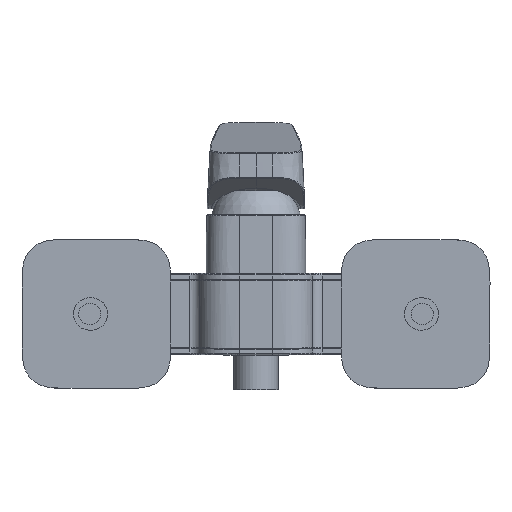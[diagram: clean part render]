
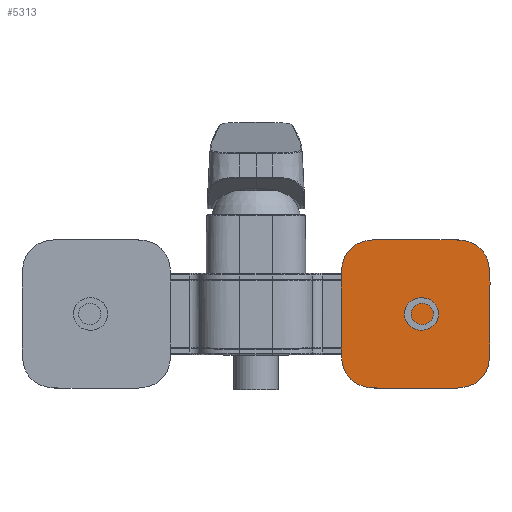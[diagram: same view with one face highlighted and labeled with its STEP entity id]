
A CAD part, left-side view. The second image highlights one B-rep face of the part: STEP entity #5313.
In plain terms, the highlighted planar face has unit normal (-1, 0, 0).
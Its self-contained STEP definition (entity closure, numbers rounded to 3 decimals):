
#1029=PLANE('',#6575);
#2024=ORIENTED_EDGE('',*,*,#3027,.F.);
#2025=ORIENTED_EDGE('',*,*,#3038,.F.);
#3027=EDGE_CURVE('',#3606,#3607,#3967,.T.);
#3038=EDGE_CURVE('',#3607,#3606,#3972,.T.);
#3606=VERTEX_POINT('',#18593);
#3607=VERTEX_POINT('',#18594);
#3967=B_SPLINE_CURVE_WITH_KNOTS('',5,(#18552,#18553,#18554,#18555,#18556,
#18557,#18558,#18559,#18560,#18561,#18562,#18563,#18564,#18565,#18566,#18567,
#18568,#18569,#18570,#18571,#18572,#18573,#18574,#18575,#18576,#18577,#18578,
#18579,#18580,#18581,#18582,#18583,#18584,#18585,#18586,#18587,#18588,#18589,
#18590,#18591,#18592),.UNSPECIFIED.,.F.,.F.,(6,5,5,5,5,5,5,5,6),(133.317,
133.409,164.887,164.978,199.976,200.067,
231.545,231.637,266.635),.UNSPECIFIED.);
#3972=B_SPLINE_CURVE_WITH_KNOTS('',5,(#19392,#19393,#19394,#19395,#19396,
#19397,#19398,#19399,#19400,#19401,#19402,#19403,#19404,#19405,#19406,#19407,
#19408,#19409,#19410,#19411,#19412,#19413,#19414,#19415,#19416,#19417,#19418,
#19419,#19420,#19421,#19422,#19423,#19424,#19425,#19426,#19427,#19428,#19429,
#19430,#19431,#19432),.UNSPECIFIED.,.F.,.F.,(6,5,5,5,5,5,5,5,6),(0.,0.091,
31.569,31.661,66.659,66.75,98.228,
98.319,133.317),.UNSPECIFIED.);
#4377=EDGE_LOOP('',(#2024,#2025));
#4826=FACE_BOUND('',#4377,.T.);
#5313=ADVANCED_FACE('',(#4826),#1029,.T.);
#6575=AXIS2_PLACEMENT_3D('',#19391,#7521,#7522);
#7521=DIRECTION('',(-1.,0.,0.));
#7522=DIRECTION('',(0.,0.,1.));
#18552=CARTESIAN_POINT('',(0.,-15.,0.));
#18553=CARTESIAN_POINT('',(0.,-14.983,0.));
#18554=CARTESIAN_POINT('',(0.,-14.965,0.));
#18555=CARTESIAN_POINT('',(0.,-14.948,0.));
#18556=CARTESIAN_POINT('',(0.,-14.931,0.));
#18557=CARTESIAN_POINT('',(0.,-14.913,0.));
#18558=CARTESIAN_POINT('',(0.,-8.931,0.));
#18559=CARTESIAN_POINT('',(0.,-2.948,0.));
#18560=CARTESIAN_POINT('',(0.,3.035,0.));
#18561=CARTESIAN_POINT('',(0.,9.017,0.));
#18562=CARTESIAN_POINT('',(0.,15.,0.));
#18563=CARTESIAN_POINT('',(0.,15.019,0.));
#18564=CARTESIAN_POINT('',(0.,15.037,0.));
#18565=CARTESIAN_POINT('',(0.,15.056,0.));
#18566=CARTESIAN_POINT('',(0.,15.075,0.));
#18567=CARTESIAN_POINT('',(0.,15.093,0.));
#18568=CARTESIAN_POINT('',(0.,22.247,0.));
#18569=CARTESIAN_POINT('',(0.,29.39,0.044));
#18570=CARTESIAN_POINT('',(0.,35.,5.692));
#18571=CARTESIAN_POINT('',(0.,35.,12.846));
#18572=CARTESIAN_POINT('',(0.,35.,20.));
#18573=CARTESIAN_POINT('',(0.,35.,20.017));
#18574=CARTESIAN_POINT('',(0.,35.,20.035));
#18575=CARTESIAN_POINT('',(0.,35.,20.052));
#18576=CARTESIAN_POINT('',(0.,35.,20.069));
#18577=CARTESIAN_POINT('',(0.,35.,20.087));
#18578=CARTESIAN_POINT('',(0.,35.,26.069));
#18579=CARTESIAN_POINT('',(0.,35.,32.052));
#18580=CARTESIAN_POINT('',(0.,35.,38.035));
#18581=CARTESIAN_POINT('',(0.,35.,44.017));
#18582=CARTESIAN_POINT('',(0.,35.,50.));
#18583=CARTESIAN_POINT('',(0.,35.,50.019));
#18584=CARTESIAN_POINT('',(0.,35.,50.037));
#18585=CARTESIAN_POINT('',(0.,35.,50.056));
#18586=CARTESIAN_POINT('',(0.,35.,50.075));
#18587=CARTESIAN_POINT('',(0.,35.,50.093));
#18588=CARTESIAN_POINT('',(0.,35.,57.247));
#18589=CARTESIAN_POINT('',(0.,34.956,64.39));
#18590=CARTESIAN_POINT('',(0.,29.308,70.));
#18591=CARTESIAN_POINT('',(0.,22.154,70.));
#18592=CARTESIAN_POINT('',(0.,15.,70.));
#18593=CARTESIAN_POINT('',(0.,-15.,0.));
#18594=CARTESIAN_POINT('',(0.,15.,70.));
#19391=CARTESIAN_POINT('',(0.,-35.7,-0.7));
#19392=CARTESIAN_POINT('',(0.,15.,70.));
#19393=CARTESIAN_POINT('',(0.,14.983,70.));
#19394=CARTESIAN_POINT('',(0.,14.965,70.));
#19395=CARTESIAN_POINT('',(0.,14.948,70.));
#19396=CARTESIAN_POINT('',(0.,14.931,70.));
#19397=CARTESIAN_POINT('',(0.,14.913,70.));
#19398=CARTESIAN_POINT('',(0.,8.931,70.));
#19399=CARTESIAN_POINT('',(0.,2.948,70.));
#19400=CARTESIAN_POINT('',(0.,-3.035,70.));
#19401=CARTESIAN_POINT('',(0.,-9.017,70.));
#19402=CARTESIAN_POINT('',(0.,-15.,70.));
#19403=CARTESIAN_POINT('',(0.,-15.019,70.));
#19404=CARTESIAN_POINT('',(0.,-15.037,70.));
#19405=CARTESIAN_POINT('',(0.,-15.056,70.));
#19406=CARTESIAN_POINT('',(0.,-15.075,70.));
#19407=CARTESIAN_POINT('',(0.,-15.093,70.));
#19408=CARTESIAN_POINT('',(0.,-22.247,70.));
#19409=CARTESIAN_POINT('',(0.,-29.39,69.956));
#19410=CARTESIAN_POINT('',(0.,-35.,64.308));
#19411=CARTESIAN_POINT('',(0.,-35.,57.154));
#19412=CARTESIAN_POINT('',(0.,-35.,50.));
#19413=CARTESIAN_POINT('',(0.,-35.,49.983));
#19414=CARTESIAN_POINT('',(0.,-35.,49.965));
#19415=CARTESIAN_POINT('',(0.,-35.,49.948));
#19416=CARTESIAN_POINT('',(0.,-35.,49.931));
#19417=CARTESIAN_POINT('',(0.,-35.,49.913));
#19418=CARTESIAN_POINT('',(0.,-35.,43.931));
#19419=CARTESIAN_POINT('',(0.,-35.,37.948));
#19420=CARTESIAN_POINT('',(0.,-35.,31.965));
#19421=CARTESIAN_POINT('',(0.,-35.,25.983));
#19422=CARTESIAN_POINT('',(0.,-35.,20.));
#19423=CARTESIAN_POINT('',(0.,-35.,19.981));
#19424=CARTESIAN_POINT('',(0.,-35.,19.963));
#19425=CARTESIAN_POINT('',(0.,-35.,19.944));
#19426=CARTESIAN_POINT('',(0.,-35.,19.925));
#19427=CARTESIAN_POINT('',(0.,-35.,19.907));
#19428=CARTESIAN_POINT('',(0.,-35.,12.753));
#19429=CARTESIAN_POINT('',(0.,-34.956,5.61));
#19430=CARTESIAN_POINT('',(0.,-29.308,0.));
#19431=CARTESIAN_POINT('',(0.,-22.154,0.));
#19432=CARTESIAN_POINT('',(0.,-15.,0.));
